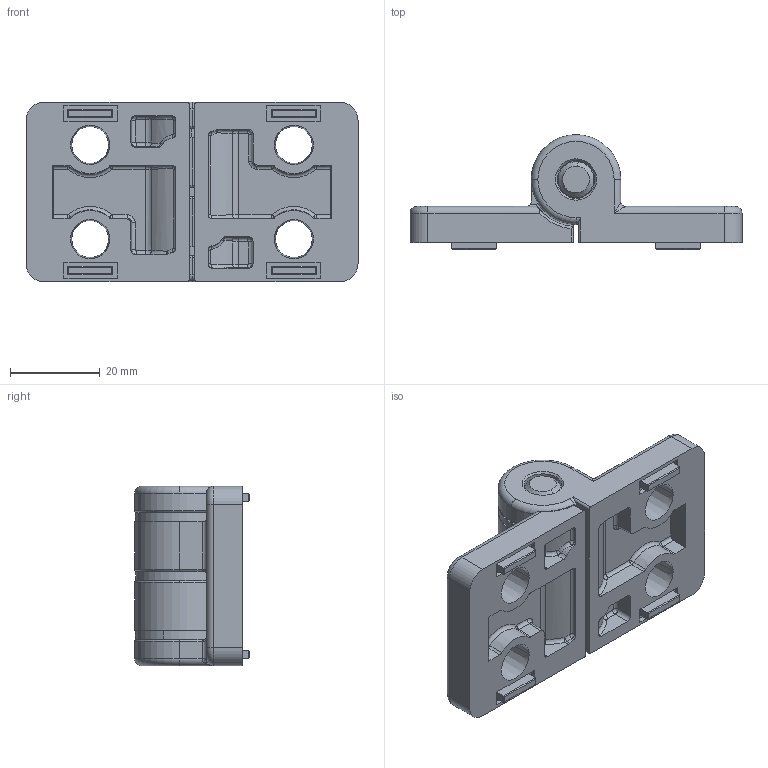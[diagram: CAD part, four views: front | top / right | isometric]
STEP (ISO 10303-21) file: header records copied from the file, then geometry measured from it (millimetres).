
FILE_DESCRIPTION(/* description */ ('KriTec Scharnier 10 40 Zn vertikal'),/* implementation_level */ '2;1');
FILE_NAME(/* name */ '81409_KriTec_Scharnier_10_40_Zn_vertikal.stp',/* time_stamp */ '2019-07-15T14:00:09+02:00',/* author */ ('Nell'),/* organization */ ('TraceParts S.A.'),/* preprocessor_version */ 'ST-DEVELOPER v17',/* originating_system */ 'Autodesk Inventor 2018',/* authorisation */ '');
FILE_SCHEMA (('AUTOMOTIVE_DESIGN { 1 0 10303 214 3 1 1 }'));
Length unit declared in the file: millimetre
Products named in the file (7): 81409; fath_095z4040f10s_01; fath_095z4040f10s_02; fath_095z4040f10s_03; fath_095z4040f10s_04; fath_095z4040f10s_05; fath_095z4040f10s_06
Assembly tree (6 placements, depth 2):
  81409
    fath_095z4040f10s_01
    fath_095z4040f10s_02
    fath_095z4040f10s_03
    fath_095z4040f10s_04
    fath_095z4040f10s_05
    fath_095z4040f10s_06
Bounding box: 74 x 25.5 x 40 mm (x, y, z)
Volume: 28404.7 mm3; surface area: 16711.9 mm2
Topology: 6 solids, 6 shells, 366 faces, 874 edges, 526 vertices
Faces by surface type: plane 118, cylinder 114, bspline 70, torus 40, cone 24
Entity records: 11946 total; most frequent: CARTESIAN_POINT 3719, ORIENTED_EDGE 1736, DIRECTION 1582, EDGE_CURVE 868, AXIS2_PLACEMENT_3D 597, VERTEX_POINT 526, EDGE_LOOP 400, LINE 388
